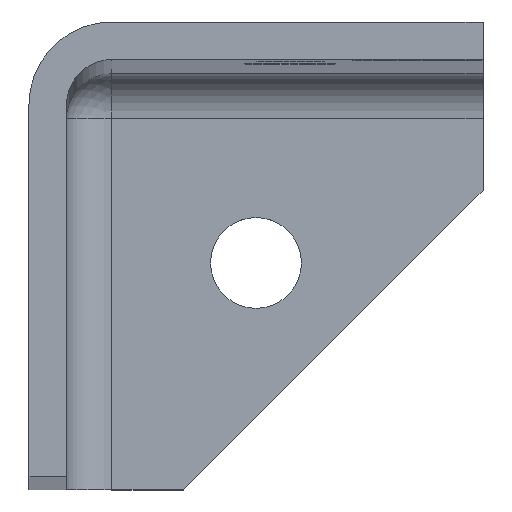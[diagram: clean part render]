
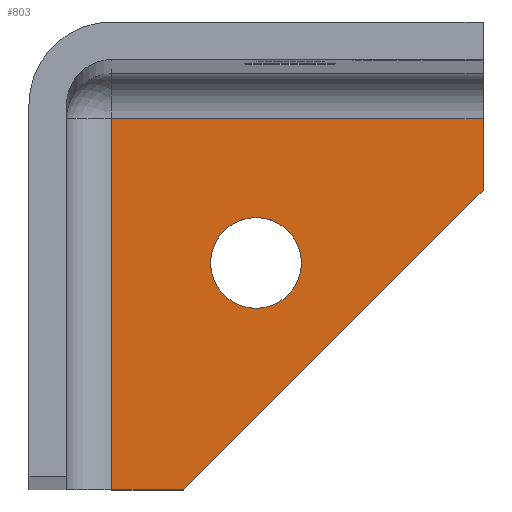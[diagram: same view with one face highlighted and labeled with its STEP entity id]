
A CAD part, top view. The second image highlights one B-rep face of the part: STEP entity #803.
In plain terms, the highlighted planar face has unit normal (0, 0, 1).
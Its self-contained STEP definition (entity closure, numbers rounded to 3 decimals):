
#55=FACE_BOUND('',#256,.T.);
#111=CIRCLE('',#892,2.);
#174=FACE_OUTER_BOUND('',#255,.T.);
#255=EDGE_LOOP('',(#689,#690,#691,#692,#693));
#256=EDGE_LOOP('',(#694));
#291=LINE('',#1180,#341);
#313=LINE('',#1265,#363);
#320=LINE('',#1330,#370);
#321=LINE('',#1333,#371);
#322=LINE('',#1337,#372);
#341=VECTOR('',#937,10.);
#363=VECTOR('',#1013,10.);
#370=VECTOR('',#1092,10.);
#371=VECTOR('',#1097,10.);
#372=VECTOR('',#1104,10.);
#391=VERTEX_POINT('',#1177);
#392=VERTEX_POINT('',#1179);
#427=VERTEX_POINT('',#1262);
#428=VERTEX_POINT('',#1264);
#450=VERTEX_POINT('',#1328);
#451=VERTEX_POINT('',#1338);
#470=EDGE_CURVE('',#392,#391,#291,.T.);
#512=EDGE_CURVE('',#428,#427,#313,.T.);
#537=EDGE_CURVE('',#450,#427,#320,.T.);
#539=EDGE_CURVE('',#392,#450,#321,.T.);
#541=EDGE_CURVE('',#391,#428,#322,.T.);
#542=EDGE_CURVE('',#451,#451,#111,.T.);
#689=ORIENTED_EDGE('',*,*,#537,.F.);
#690=ORIENTED_EDGE('',*,*,#539,.F.);
#691=ORIENTED_EDGE('',*,*,#470,.T.);
#692=ORIENTED_EDGE('',*,*,#541,.T.);
#693=ORIENTED_EDGE('',*,*,#512,.T.);
#694=ORIENTED_EDGE('',*,*,#542,.T.);
#766=PLANE('',#891);
#803=ADVANCED_FACE('',(#174,#55),#766,.T.);
#891=AXIS2_PLACEMENT_3D('',#1336,#1102,#1103);
#892=AXIS2_PLACEMENT_3D('',#1339,#1105,#1106);
#937=DIRECTION('',(1.,0.,0.));
#1013=DIRECTION('',(0.,1.,0.));
#1092=DIRECTION('',(1.,0.,0.));
#1097=DIRECTION('',(0.,1.,0.));
#1102=DIRECTION('center_axis',(0.,0.,1.));
#1103=DIRECTION('ref_axis',(1.,0.,0.));
#1104=DIRECTION('',(0.707,0.707,0.));
#1105=DIRECTION('center_axis',(0.,0.,-1.));
#1106=DIRECTION('ref_axis',(-1.,0.,0.));
#1177=CARTESIAN_POINT('',(-229.98,188.208,1.65));
#1179=CARTESIAN_POINT('',(-233.13,188.208,1.65));
#1180=CARTESIAN_POINT('',(-235.13,188.208,1.65));
#1262=CARTESIAN_POINT('',(-216.78,204.558,1.65));
#1264=CARTESIAN_POINT('',(-216.78,201.408,1.65));
#1265=CARTESIAN_POINT('',(-216.78,201.408,1.65));
#1328=CARTESIAN_POINT('',(-233.13,204.558,1.65));
#1330=CARTESIAN_POINT('',(-231.357,204.558,1.65));
#1333=CARTESIAN_POINT('',(-233.13,193.611,1.65));
#1336=CARTESIAN_POINT('Origin',(-227.585,199.013,1.65));
#1337=CARTESIAN_POINT('',(-229.98,188.208,1.65));
#1338=CARTESIAN_POINT('',(-224.78,198.208,1.65));
#1339=CARTESIAN_POINT('Origin',(-226.78,198.208,1.65));
